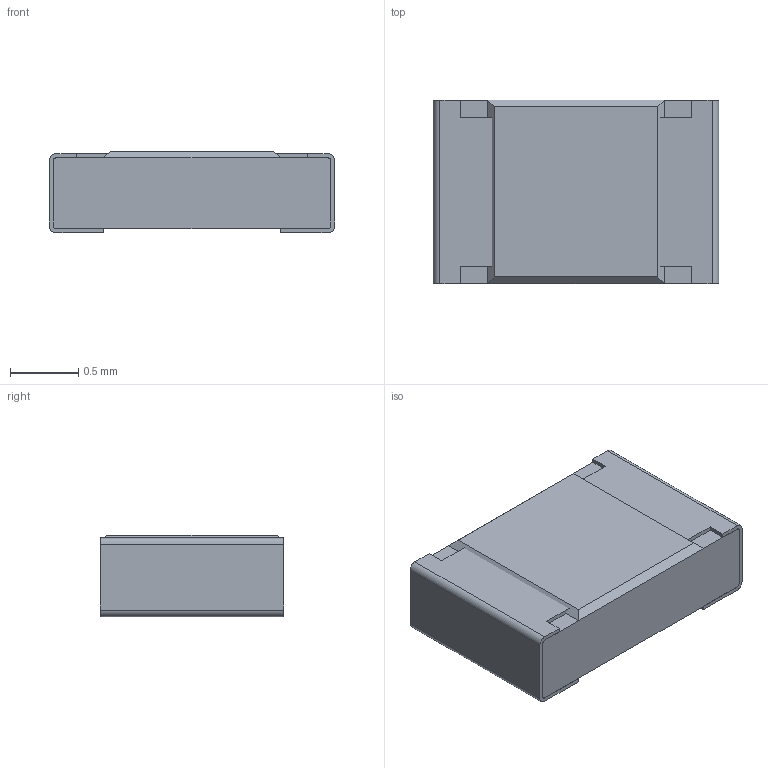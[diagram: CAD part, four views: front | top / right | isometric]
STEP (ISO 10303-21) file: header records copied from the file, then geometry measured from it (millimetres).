
FILE_DESCRIPTION(/* description */ (''),/* implementation_level */ '2;1');
FILE_NAME(/* name */ 'RESC-0805 v1.step',/* time_stamp */ '2019-02-20T15:48:32+00:00',/* author */ (''),/* organization */ (''),/* preprocessor_version */ 'ST-DEVELOPER v17.2',/* originating_system */ 'Autodesk Translation Framework v7.6.0.251',/* authorisation */ '');
FILE_SCHEMA (('AUTOMOTIVE_DESIGN { 1 0 10303 214 3 1 1 }'));
Length unit declared in the file: millimetre
Products named in the file (1): RESC-0805
Bounding box: 2.1 x 1.35 x 0.6 mm (x, y, z)
Volume: 1.6 mm3; surface area: 16.6 mm2
Topology: 3 solids, 3 shells, 52 faces, 134 edges, 88 vertices
Faces by surface type: plane 40, cylinder 12
Entity records: 1638 total; most frequent: CARTESIAN_POINT 275, ORIENTED_EDGE 268, DIRECTION 264, EDGE_CURVE 134, LINE 110, VECTOR 110, VERTEX_POINT 88, AXIS2_PLACEMENT_3D 77
